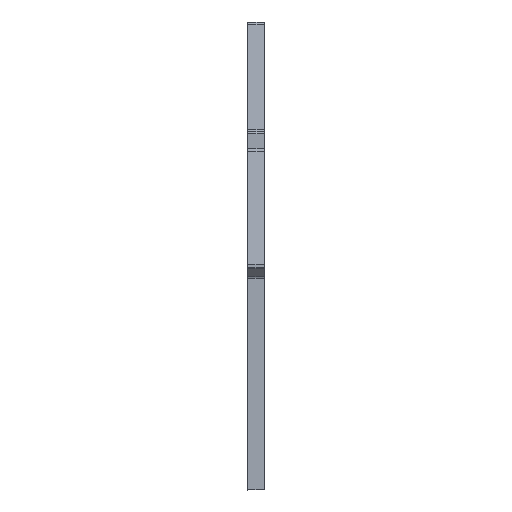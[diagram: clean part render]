
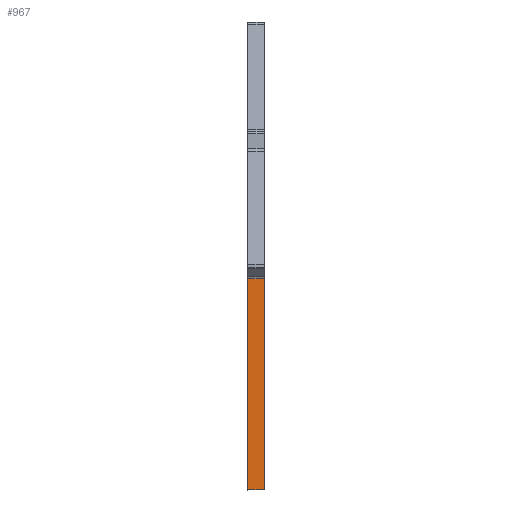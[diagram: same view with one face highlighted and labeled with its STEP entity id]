
A CAD part, left-side view. The second image highlights one B-rep face of the part: STEP entity #967.
In plain terms, the highlighted face is planar.
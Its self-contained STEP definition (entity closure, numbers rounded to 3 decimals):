
#14 = VERTEX_POINT ( 'NONE', #929 ) ;
#27 = ORIENTED_EDGE ( 'NONE', *, *, #855, .F. ) ;
#241 = LINE ( 'NONE', #850, #631 ) ;
#249 = EDGE_CURVE ( 'NONE', #14, #901, #725, .T. ) ;
#253 = CARTESIAN_POINT ( 'NONE',  ( -81.617, 35.5, -41.8 ) ) ;
#289 = DIRECTION ( 'NONE',  ( 0., 0., -1. ) ) ;
#306 = EDGE_CURVE ( 'NONE', #14, #490, #496, .T. ) ;
#330 = LINE ( 'NONE', #253, #390 ) ;
#340 = DIRECTION ( 'NONE',  ( 0., 0., -1. ) ) ;
#355 = CARTESIAN_POINT ( 'NONE',  ( 1.5, 35.5, -22.946 ) ) ;
#381 = CARTESIAN_POINT ( 'NONE',  ( 0., 35.5, -22.194 ) ) ;
#390 = VECTOR ( 'NONE', #621, 1000. ) ;
#391 = VECTOR ( 'NONE', #419, 1000. ) ;
#402 = EDGE_CURVE ( 'NONE', #490, #765, #241, .T. ) ;
#419 = DIRECTION ( 'NONE',  ( 1., 0., 0. ) ) ;
#490 = VERTEX_POINT ( 'NONE', #355 ) ;
#494 = ORIENTED_EDGE ( 'NONE', *, *, #402, .T. ) ;
#496 = LINE ( 'NONE', #669, #391 ) ;
#501 = AXIS2_PLACEMENT_3D ( 'NONE', #509, #854, #1101 ) ;
#509 = CARTESIAN_POINT ( 'NONE',  ( 2., 35.5, -22.194 ) ) ;
#599 = CARTESIAN_POINT ( 'NONE',  ( 0., 35.5, -41.8 ) ) ;
#621 = DIRECTION ( 'NONE',  ( 1., 0., 0. ) ) ;
#631 = VECTOR ( 'NONE', #340, 1000. ) ;
#669 = CARTESIAN_POINT ( 'NONE',  ( 2., 35.5, -22.946 ) ) ;
#725 = LINE ( 'NONE', #381, #847 ) ;
#765 = VERTEX_POINT ( 'NONE', #1093 ) ;
#847 = VECTOR ( 'NONE', #289, 1000. ) ;
#850 = CARTESIAN_POINT ( 'NONE',  ( 1.5, 35.5, -22.194 ) ) ;
#854 = DIRECTION ( 'NONE',  ( 0., 1., 0. ) ) ;
#855 = EDGE_CURVE ( 'NONE', #901, #765, #330, .T. ) ;
#901 = VERTEX_POINT ( 'NONE', #599 ) ;
#918 = EDGE_LOOP ( 'NONE', ( #27, #1075, #926, #494 ) ) ;
#926 = ORIENTED_EDGE ( 'NONE', *, *, #306, .T. ) ;
#929 = CARTESIAN_POINT ( 'NONE',  ( 0., 35.5, -22.946 ) ) ;
#942 = FACE_OUTER_BOUND ( 'NONE', #918, .T. ) ;
#967 = ADVANCED_FACE ( 'NONE', ( #942 ), #1109, .T. ) ;
#1075 = ORIENTED_EDGE ( 'NONE', *, *, #249, .F. ) ;
#1093 = CARTESIAN_POINT ( 'NONE',  ( 1.5, 35.5, -41.8 ) ) ;
#1101 = DIRECTION ( 'NONE',  ( 0., 0., 1. ) ) ;
#1109 = PLANE ( 'NONE',  #501 ) ;
